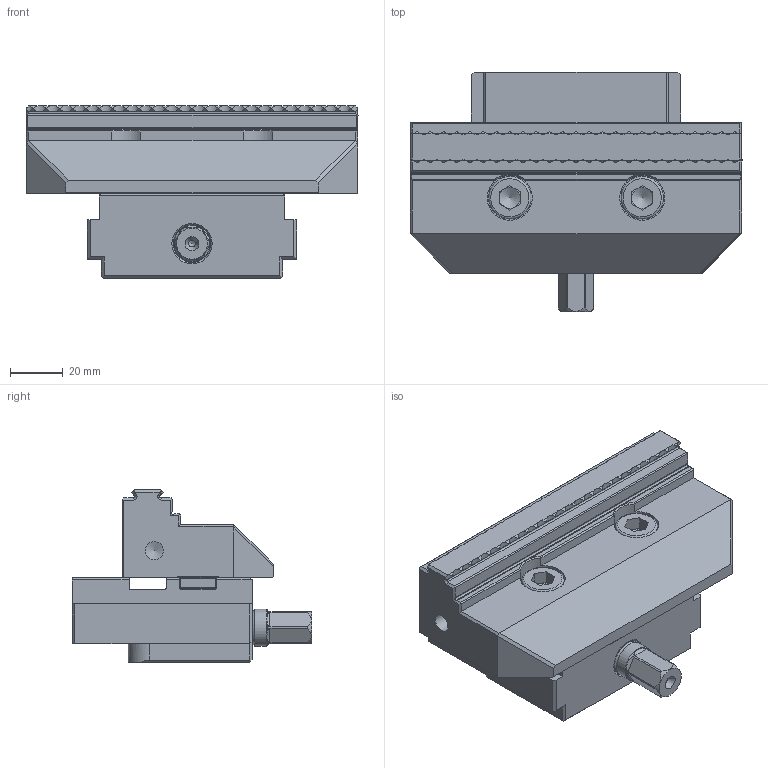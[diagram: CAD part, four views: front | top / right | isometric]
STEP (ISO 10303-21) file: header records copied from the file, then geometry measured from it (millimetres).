
FILE_DESCRIPTION((''),'2;1');
FILE_NAME('WNT move2.stp','2019-11-07T15:48:46',(''),(''),'STEP Write','Mastercam 2020 ... CNC Software, Inc.','');
FILE_SCHEMA(('AUTOMOTIVE_DESIGN'));
Length unit declared in the file: millimetre
Products named in the file (1): None
Bounding box: 125.4 x 90.5 x 65 mm (x, y, z)
Volume: 279502.4 mm3; surface area: 53198.5 mm2
Topology: 1 solids, 3 shells, 467 faces, 1334 edges, 878 vertices
Faces by surface type: plane 313, cylinder 119, cone 22, torus 7, bspline 6
Full cylindrical faces by diameter (mm): 0.816 x2, 2.5 x1, 6.8 x5, 8.1 x2, 8.5 x4, 10 x2, 11 x2, 13.9 x2, 14.2 x1, 14.5 x2, 16 x2, 17 x2, 18.6 x1, 19.5 x1, 20 x1
Entity records: 16032 total; most frequent: CARTESIAN_POINT 4437, ORIENTED_EDGE 2508, DIRECTION 2055, EDGE_CURVE 1254, VERTEX_POINT 849, VECTOR 723, LINE 723, AXIS2_PLACEMENT_3D 666
